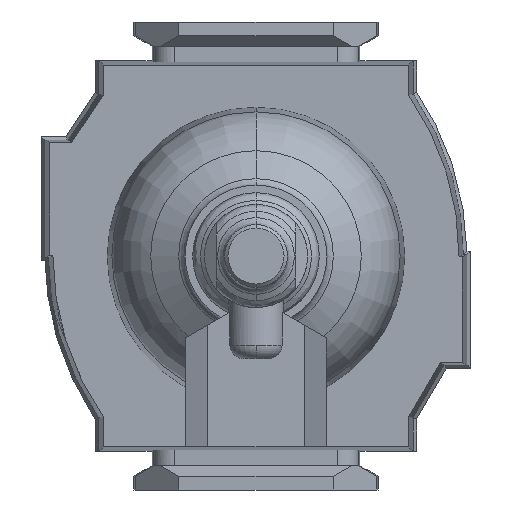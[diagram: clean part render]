
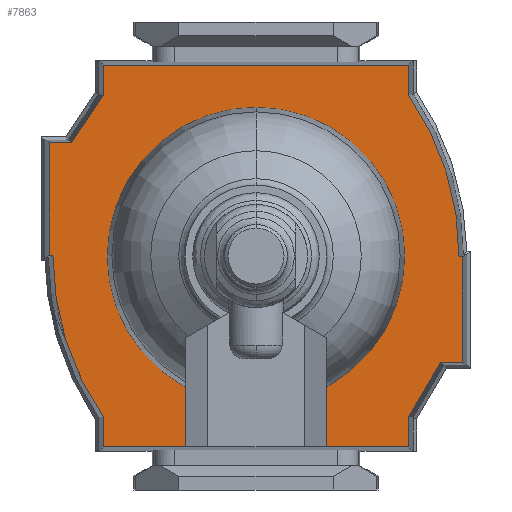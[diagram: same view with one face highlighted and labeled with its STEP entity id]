
A CAD part, front view. The second image highlights one B-rep face of the part: STEP entity #7863.
In plain terms, the highlighted planar face has unit normal (0, -1, 0).
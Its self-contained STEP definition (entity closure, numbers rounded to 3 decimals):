
#4 = CIRCLE ( 'NONE', #1824, 41.1 ) ;
#167 = LINE ( 'NONE', #9552, #13573 ) ;
#206 = VERTEX_POINT ( 'NONE', #1227 ) ;
#332 = EDGE_CURVE ( 'NONE', #12811, #1436, #167, .T. ) ;
#393 = DIRECTION ( 'NONE',  ( 0., 1., 0. ) ) ;
#464 = DIRECTION ( 'NONE',  ( 0., -1., 0. ) ) ;
#470 = AXIS2_PLACEMENT_3D ( 'NONE', #1696, #634, #11209 ) ;
#571 = DIRECTION ( 'NONE',  ( 0., 0., -1. ) ) ;
#581 = DIRECTION ( 'NONE',  ( 0., 0., 1. ) ) ;
#634 = DIRECTION ( 'NONE',  ( 0., 1., 0. ) ) ;
#639 = ORIENTED_EDGE ( 'NONE', *, *, #6908, .F. ) ;
#647 = CARTESIAN_POINT ( 'NONE',  ( 16.5, -38.5, 26.8 ) ) ;
#868 = ORIENTED_EDGE ( 'NONE', *, *, #11459, .F. ) ;
#912 = ORIENTED_EDGE ( 'NONE', *, *, #332, .F. ) ;
#1227 = CARTESIAN_POINT ( 'NONE',  ( -0.1, -38.5, -30. ) ) ;
#1235 = VECTOR ( 'NONE', #11394, 1000. ) ;
#1436 = VERTEX_POINT ( 'NONE', #3217 ) ;
#1626 = VERTEX_POINT ( 'NONE', #7289 ) ;
#1696 = CARTESIAN_POINT ( 'NONE',  ( 0., -38.5, -11.6 ) ) ;
#1789 = CARTESIAN_POINT ( 'NONE',  ( 0., -38.5, -11.6 ) ) ;
#1824 = AXIS2_PLACEMENT_3D ( 'NONE', #3655, #393, #11045 ) ;
#1995 = ORIENTED_EDGE ( 'NONE', *, *, #3415, .F. ) ;
#2189 = VERTEX_POINT ( 'NONE', #6348 ) ;
#2192 = CARTESIAN_POINT ( 'NONE',  ( 27.75, -38.5, -22.2 ) ) ;
#2408 = ORIENTED_EDGE ( 'NONE', *, *, #7677, .F. ) ;
#2462 = VERTEX_POINT ( 'NONE', #10160 ) ;
#2521 = PLANE ( 'NONE',  #13597 ) ;
#2525 = ORIENTED_EDGE ( 'NONE', *, *, #4959, .F. ) ;
#2567 = EDGE_CURVE ( 'NONE', #8757, #12811, #11434, .T. ) ;
#2748 = VECTOR ( 'NONE', #13433, 1000. ) ;
#2765 = LINE ( 'NONE', #12342, #10531 ) ;
#3104 = CARTESIAN_POINT ( 'NONE',  ( 27.75, -38.5, 22.2 ) ) ;
#3133 = EDGE_CURVE ( 'NONE', #3138, #11616, #7100, .T. ) ;
#3138 = VERTEX_POINT ( 'NONE', #5025 ) ;
#3199 = ORIENTED_EDGE ( 'NONE', *, *, #11513, .F. ) ;
#3217 = CARTESIAN_POINT ( 'NONE',  ( 0.1, -38.5, 30. ) ) ;
#3238 = VERTEX_POINT ( 'NONE', #3104 ) ;
#3415 = EDGE_CURVE ( 'NONE', #1626, #2462, #12312, .T. ) ;
#3582 = DIRECTION ( 'NONE',  ( -0.863, 0., 0.506 ) ) ;
#3651 = DIRECTION ( 'NONE',  ( -1., 0., 0. ) ) ;
#3655 = CARTESIAN_POINT ( 'NONE',  ( 0., -38.5, 11.6 ) ) ;
#3827 = VERTEX_POINT ( 'NONE', #11850 ) ;
#3896 = EDGE_CURVE ( 'NONE', #6516, #3827, #2765, .T. ) ;
#3901 = CARTESIAN_POINT ( 'NONE',  ( -23.383, -38.5, 22.2 ) ) ;
#3983 = DIRECTION ( 'NONE',  ( 0., 1., 0. ) ) ;
#4077 = VERTEX_POINT ( 'NONE', #2192 ) ;
#4340 = CARTESIAN_POINT ( 'NONE',  ( 0.1, -38.5, 29.5 ) ) ;
#4435 = CARTESIAN_POINT ( 'NONE',  ( -27.75, -38.5, 22.2 ) ) ;
#4506 = VECTOR ( 'NONE', #3651, 1000. ) ;
#4607 = VERTEX_POINT ( 'NONE', #7734 ) ;
#4722 = ORIENTED_EDGE ( 'NONE', *, *, #13453, .F. ) ;
#4748 = VECTOR ( 'NONE', #8261, 1000. ) ;
#4933 = VERTEX_POINT ( 'NONE', #9949 ) ;
#4959 = EDGE_CURVE ( 'NONE', #4933, #4607, #8445, .T. ) ;
#5025 = CARTESIAN_POINT ( 'NONE',  ( -27.75, -38.5, 22.2 ) ) ;
#5046 = LINE ( 'NONE', #11234, #10187 ) ;
#5272 = VERTEX_POINT ( 'NONE', #7787 ) ;
#5571 = VECTOR ( 'NONE', #6110, 1000. ) ;
#5685 = VECTOR ( 'NONE', #8138, 1000. ) ;
#5693 = VECTOR ( 'NONE', #7081, 1000. ) ;
#5811 = VECTOR ( 'NONE', #7546, 1000. ) ;
#6056 = LINE ( 'NONE', #12394, #4748 ) ;
#6108 = EDGE_CURVE ( 'NONE', #11616, #8757, #13312, .T. ) ;
#6110 = DIRECTION ( 'NONE',  ( 0., 0., -1. ) ) ;
#6348 = CARTESIAN_POINT ( 'NONE',  ( 23.383, -38.5, -22.2 ) ) ;
#6453 = EDGE_LOOP ( 'NONE', ( #1995, #3199, #11461, #11090, #4722, #868, #11136, #7460, #639, #2525, #10672, #12028, #912, #13137, #9940, #8881, #2408 ) ) ;
#6455 = VECTOR ( 'NONE', #7730, 1000. ) ;
#6516 = VERTEX_POINT ( 'NONE', #12034 ) ;
#6801 = DIRECTION ( 'NONE',  ( 0., 0., -1. ) ) ;
#6869 = CARTESIAN_POINT ( 'NONE',  ( -23.35, -38.5, -22.2 ) ) ;
#6908 = EDGE_CURVE ( 'NONE', #4607, #3238, #9831, .T. ) ;
#6939 = LINE ( 'NONE', #13192, #4506 ) ;
#7059 = VERTEX_POINT ( 'NONE', #11851 ) ;
#7080 = LINE ( 'NONE', #7151, #1235 ) ;
#7081 = DIRECTION ( 'NONE',  ( -1., 0., 0. ) ) ;
#7100 = LINE ( 'NONE', #3901, #5685 ) ;
#7151 = CARTESIAN_POINT ( 'NONE',  ( 16.5, -38.5, 30. ) ) ;
#7220 = CARTESIAN_POINT ( 'NONE',  ( -27.75, -38.5, -22.2 ) ) ;
#7289 = CARTESIAN_POINT ( 'NONE',  ( -23.35, -38.5, -22.2 ) ) ;
#7460 = ORIENTED_EDGE ( 'NONE', *, *, #11219, .F. ) ;
#7546 = DIRECTION ( 'NONE',  ( 0., 0., 1. ) ) ;
#7641 = VECTOR ( 'NONE', #3582, 1000. ) ;
#7677 = EDGE_CURVE ( 'NONE', #2462, #3138, #10910, .T. ) ;
#7730 = DIRECTION ( 'NONE',  ( 1., 0., 0. ) ) ;
#7734 = CARTESIAN_POINT ( 'NONE',  ( 23.362, -38.5, 22.2 ) ) ;
#7787 = CARTESIAN_POINT ( 'NONE',  ( -0.1, -38.5, -29.5 ) ) ;
#7863 = ADVANCED_FACE ( 'NONE', ( #12228 ), #2521, .T. ) ;
#7922 = DIRECTION ( 'NONE',  ( 0., 0., 1. ) ) ;
#8110 = CARTESIAN_POINT ( 'NONE',  ( -28.86, -38.5, 31.2 ) ) ;
#8138 = DIRECTION ( 'NONE',  ( 1., 0., 0. ) ) ;
#8261 = DIRECTION ( 'NONE',  ( 0., 0., -1. ) ) ;
#8445 = LINE ( 'NONE', #12333, #2748 ) ;
#8548 = EDGE_CURVE ( 'NONE', #206, #6516, #5046, .T. ) ;
#8757 = VERTEX_POINT ( 'NONE', #10161 ) ;
#8881 = ORIENTED_EDGE ( 'NONE', *, *, #3133, .F. ) ;
#9049 = EDGE_CURVE ( 'NONE', #1436, #7059, #7080, .T. ) ;
#9552 = CARTESIAN_POINT ( 'NONE',  ( 0.1, -38.5, 30. ) ) ;
#9831 = LINE ( 'NONE', #11160, #6455 ) ;
#9940 = ORIENTED_EDGE ( 'NONE', *, *, #6108, .F. ) ;
#9949 = CARTESIAN_POINT ( 'NONE',  ( 16.5, -38.5, 26.8 ) ) ;
#10160 = CARTESIAN_POINT ( 'NONE',  ( -27.75, -38.5, -22.2 ) ) ;
#10161 = CARTESIAN_POINT ( 'NONE',  ( 0., -38.5, 29.5 ) ) ;
#10187 = VECTOR ( 'NONE', #10256, 1000. ) ;
#10256 = DIRECTION ( 'NONE',  ( -1., 0., 0. ) ) ;
#10304 = EDGE_CURVE ( 'NONE', #7059, #4933, #12410, .T. ) ;
#10485 = EDGE_CURVE ( 'NONE', #4077, #2189, #6939, .T. ) ;
#10531 = VECTOR ( 'NONE', #7922, 1000. ) ;
#10672 = ORIENTED_EDGE ( 'NONE', *, *, #10304, .F. ) ;
#10910 = LINE ( 'NONE', #4435, #5811 ) ;
#11045 = DIRECTION ( 'NONE',  ( 0., 0., 1. ) ) ;
#11090 = ORIENTED_EDGE ( 'NONE', *, *, #8548, .F. ) ;
#11136 = ORIENTED_EDGE ( 'NONE', *, *, #10485, .F. ) ;
#11160 = CARTESIAN_POINT ( 'NONE',  ( 27.75, -38.5, 22.2 ) ) ;
#11209 = DIRECTION ( 'NONE',  ( 0., 0., 1. ) ) ;
#11219 = EDGE_CURVE ( 'NONE', #3238, #4077, #6056, .T. ) ;
#11234 = CARTESIAN_POINT ( 'NONE',  ( -15.5, -38.5, -30. ) ) ;
#11319 = CARTESIAN_POINT ( 'NONE',  ( -0.1, -38.5, -30. ) ) ;
#11394 = DIRECTION ( 'NONE',  ( 1., 0., 0. ) ) ;
#11434 = CIRCLE ( 'NONE', #470, 41.1 ) ;
#11459 = EDGE_CURVE ( 'NONE', #2189, #5272, #4, .T. ) ;
#11461 = ORIENTED_EDGE ( 'NONE', *, *, #3896, .F. ) ;
#11513 = EDGE_CURVE ( 'NONE', #3827, #1626, #13127, .T. ) ;
#11616 = VERTEX_POINT ( 'NONE', #12646 ) ;
#11850 = CARTESIAN_POINT ( 'NONE',  ( -15.5, -38.5, -26.8 ) ) ;
#11851 = CARTESIAN_POINT ( 'NONE',  ( 16.5, -38.5, 30. ) ) ;
#12028 = ORIENTED_EDGE ( 'NONE', *, *, #9049, .F. ) ;
#12034 = CARTESIAN_POINT ( 'NONE',  ( -15.5, -38.5, -30. ) ) ;
#12228 = FACE_OUTER_BOUND ( 'NONE', #6453, .T. ) ;
#12312 = LINE ( 'NONE', #7220, #5693 ) ;
#12333 = CARTESIAN_POINT ( 'NONE',  ( 23.362, -38.5, 22.2 ) ) ;
#12342 = CARTESIAN_POINT ( 'NONE',  ( -15.5, -38.5, -26.8 ) ) ;
#12394 = CARTESIAN_POINT ( 'NONE',  ( 27.75, -38.5, -22.2 ) ) ;
#12410 = LINE ( 'NONE', #647, #13382 ) ;
#12646 = CARTESIAN_POINT ( 'NONE',  ( -23.383, -38.5, 22.2 ) ) ;
#12811 = VERTEX_POINT ( 'NONE', #4340 ) ;
#13089 = AXIS2_PLACEMENT_3D ( 'NONE', #1789, #3983, #581 ) ;
#13127 = LINE ( 'NONE', #6869, #7641 ) ;
#13137 = ORIENTED_EDGE ( 'NONE', *, *, #2567, .F. ) ;
#13192 = CARTESIAN_POINT ( 'NONE',  ( 23.383, -38.5, -22.2 ) ) ;
#13312 = CIRCLE ( 'NONE', #13089, 41.1 ) ;
#13382 = VECTOR ( 'NONE', #571, 1000. ) ;
#13433 = DIRECTION ( 'NONE',  ( 0.831, 0., -0.557 ) ) ;
#13453 = EDGE_CURVE ( 'NONE', #5272, #206, #13546, .T. ) ;
#13546 = LINE ( 'NONE', #11319, #5571 ) ;
#13573 = VECTOR ( 'NONE', #13798, 1000. ) ;
#13597 = AXIS2_PLACEMENT_3D ( 'NONE', #8110, #464, #6801 ) ;
#13798 = DIRECTION ( 'NONE',  ( 0., 0., 1. ) ) ;
